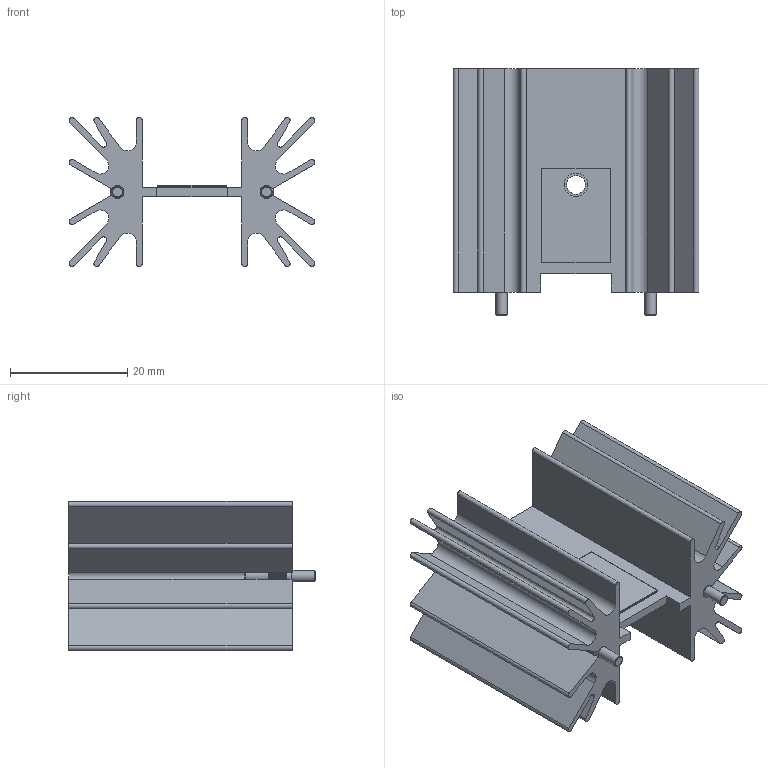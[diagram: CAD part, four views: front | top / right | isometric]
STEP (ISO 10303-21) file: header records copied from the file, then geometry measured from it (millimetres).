
FILE_DESCRIPTION(/* description */ ('Unknown'),/* implementation_level */ '2;1');
FILE_NAME(/* name */ '40904111384125',/* time_stamp */ '2025-12-09T10:21:15+01:00',/* author */ ('Unknown'),/* organization */ ('Unknown'),/* preprocessor_version */ 'ST-DEVELOPER v19.4',/* originating_system */ 'Solid Edge',/* authorisation */ 'Unknown');
FILE_SCHEMA (('AUTOMOTIVE_DESIGN {1 0 10303 214 3 1 1}'));
Products named in the file (8): 40904111384125; 40904110384125; 16x11.6; Fiberglass Mesh; Filled Silicone; adhesive; released tape; Pin
Assembly tree (9 placements, depth 3):
  40904111384125
    40904110384125
    16x11.6
      Fiberglass Mesh
      Filled Silicone  x2
      adhesive
      released tape
    Pin  x2
Bounding box: 41.91 x 42.06 x 25.4 mm (x, y, z)
Volume: 12072.8 mm3; surface area: 14774.9 mm2
Topology: 8 solids, 8 shells, 4069 faces, 8344 edges, 4291 vertices
Faces by surface type: bspline 3040, cylinder 865, plane 154, cone 10
Full cylindrical faces by diameter (mm): 1.9 x2, 2.3 x2, 4 x5
Entity records: 161773 total; most frequent: CARTESIAN_POINT 102019, ORIENTED_EDGE 12494, EDGE_CURVE 6247, VERTEX_POINT 3243, EDGE_LOOP 3044, FACE_BOUND 3044, ADVANCED_FACE 3025, STYLED_ITEM 3001
